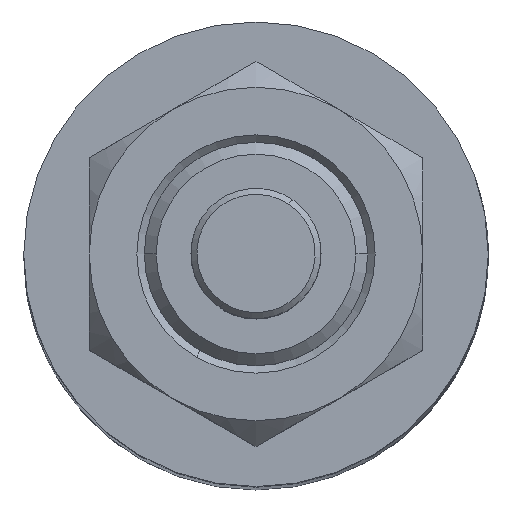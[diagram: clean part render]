
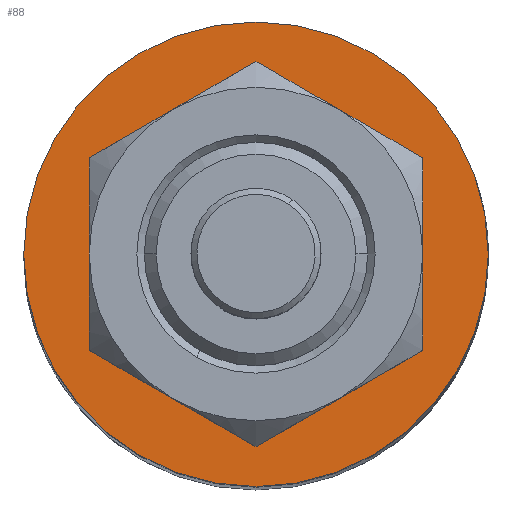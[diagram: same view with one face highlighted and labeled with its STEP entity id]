
A CAD part, top view. The second image highlights one B-rep face of the part: STEP entity #88.
In plain terms, the highlighted planar face has unit normal (0, 0, 1).
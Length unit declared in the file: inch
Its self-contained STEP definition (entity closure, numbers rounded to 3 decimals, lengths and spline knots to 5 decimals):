
#88 = ADVANCED_FACE ( 'NONE', ( #119, #2760 ), #2660, .F. ) ;
#100 = EDGE_LOOP ( 'NONE', ( #3145, #946 ) ) ;
#105 = EDGE_CURVE ( 'NONE', #3077, #2771, #2001, .T. ) ;
#119 = FACE_OUTER_BOUND ( 'NONE', #100, .T. ) ;
#177 = CARTESIAN_POINT ( 'NONE',  ( 0., -0.373, -0.88 ) ) ;
#316 = CARTESIAN_POINT ( 'NONE',  ( 0., 0., -0.88 ) ) ;
#566 = DIRECTION ( 'NONE',  ( 1., 0., 0. ) ) ;
#678 = CARTESIAN_POINT ( 'NONE',  ( 0., 0., -0.88 ) ) ;
#781 = AXIS2_PLACEMENT_3D ( 'NONE', #678, #2458, #937 ) ;
#838 = CARTESIAN_POINT ( 'NONE',  ( -0.78, 0., -0.88 ) ) ;
#898 = DIRECTION ( 'NONE',  ( 0., 0., 1. ) ) ;
#901 = EDGE_LOOP ( 'NONE', ( #2408, #2171 ) ) ;
#910 = CIRCLE ( 'NONE', #1946, 0.78 ) ;
#937 = DIRECTION ( 'NONE',  ( 0., -1., 0. ) ) ;
#946 = ORIENTED_EDGE ( 'NONE', *, *, #105, .T. ) ;
#959 = DIRECTION ( 'NONE',  ( 0., 0., 1. ) ) ;
#1137 = DIRECTION ( 'NONE',  ( -1., 0., 0. ) ) ;
#1321 = AXIS2_PLACEMENT_3D ( 'NONE', #2476, #959, #2741 ) ;
#1334 = AXIS2_PLACEMENT_3D ( 'NONE', #1899, #2671, #1137 ) ;
#1391 = VERTEX_POINT ( 'NONE', #2486 ) ;
#1521 = AXIS2_PLACEMENT_3D ( 'NONE', #2421, #898, #2680 ) ;
#1889 = CARTESIAN_POINT ( 'NONE',  ( 0.78, 0., -0.88 ) ) ;
#1899 = CARTESIAN_POINT ( 'NONE',  ( 0., 0.78, -0.88 ) ) ;
#1946 = AXIS2_PLACEMENT_3D ( 'NONE', #316, #2095, #566 ) ;
#2001 = CIRCLE ( 'NONE', #1521, 0.78 ) ;
#2095 = DIRECTION ( 'NONE',  ( 0., 0., 1. ) ) ;
#2149 = CIRCLE ( 'NONE', #1321, 0.373 ) ;
#2171 = ORIENTED_EDGE ( 'NONE', *, *, #2310, .F. ) ;
#2236 = CIRCLE ( 'NONE', #781, 0.373 ) ;
#2310 = EDGE_CURVE ( 'NONE', #1391, #2829, #2236, .T. ) ;
#2408 = ORIENTED_EDGE ( 'NONE', *, *, #2830, .F. ) ;
#2421 = CARTESIAN_POINT ( 'NONE',  ( 0., 0., -0.88 ) ) ;
#2458 = DIRECTION ( 'NONE',  ( 0., 0., 1. ) ) ;
#2476 = CARTESIAN_POINT ( 'NONE',  ( 0., 0., -0.88 ) ) ;
#2486 = CARTESIAN_POINT ( 'NONE',  ( 0., 0.373, -0.88 ) ) ;
#2660 = PLANE ( 'NONE',  #1334 ) ;
#2671 = DIRECTION ( 'NONE',  ( 0., 0., -1. ) ) ;
#2680 = DIRECTION ( 'NONE',  ( 1., 0., 0. ) ) ;
#2741 = DIRECTION ( 'NONE',  ( 0., -1., 0. ) ) ;
#2760 = FACE_BOUND ( 'NONE', #901, .T. ) ;
#2771 = VERTEX_POINT ( 'NONE', #1889 ) ;
#2829 = VERTEX_POINT ( 'NONE', #177 ) ;
#2830 = EDGE_CURVE ( 'NONE', #2829, #1391, #2149, .T. ) ;
#3040 = EDGE_CURVE ( 'NONE', #2771, #3077, #910, .T. ) ;
#3077 = VERTEX_POINT ( 'NONE', #838 ) ;
#3145 = ORIENTED_EDGE ( 'NONE', *, *, #3040, .T. ) ;
